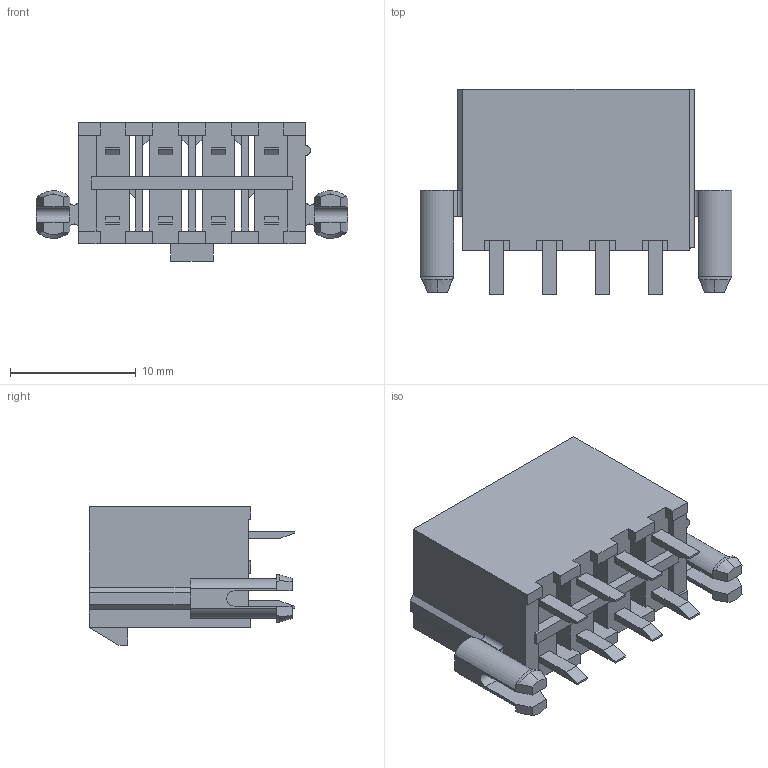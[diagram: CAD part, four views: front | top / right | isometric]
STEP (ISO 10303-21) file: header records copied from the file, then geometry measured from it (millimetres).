
FILE_DESCRIPTION (( 'STEP AP214' ), '1' );
FILE_NAME ('Molex Mini-Fit Jr. 8-pin Vertical PCB Header.STEP', '2016-02-27T19:32:14', ( '' ), ( '' ), 'SwSTEP 2.0', 'SolidWorks 2015', '' );
FILE_SCHEMA (( 'AUTOMOTIVE_DESIGN' ));
Length unit declared in the file: inch
Products named in the file (1): Molex Mini-Fit Jr. 8-pin Vertical PCB Header
Bounding box: 24.78 x 16.3 x 11 mm (x, y, z)
Volume: 1308.8 mm3; surface area: 2816.3 mm2
Topology: 1 solids, 1 shells, 292 faces, 847 edges, 558 vertices
Faces by surface type: plane 265, cylinder 21, cone 6
Entity records: 10681 total; most frequent: CARTESIAN_POINT 1746, ORIENTED_EDGE 1694, DIRECTION 1467, EDGE_CURVE 847, LINE 781, VECTOR 781, VERTEX_POINT 558, AXIS2_PLACEMENT_3D 343
